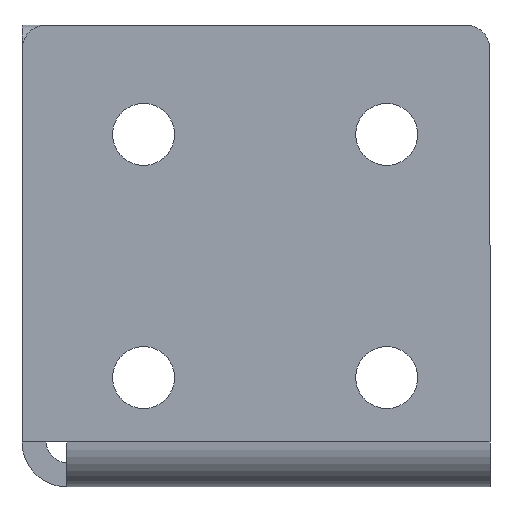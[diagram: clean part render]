
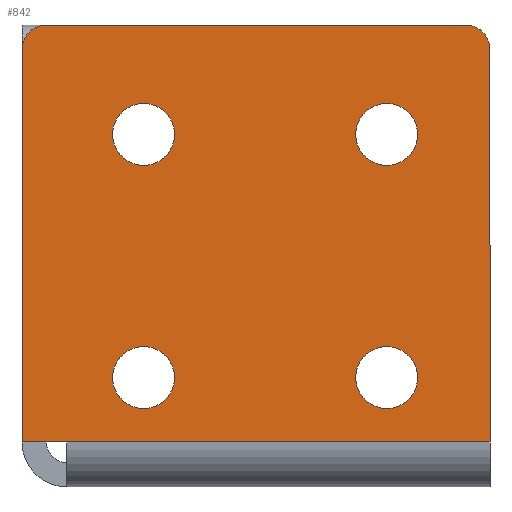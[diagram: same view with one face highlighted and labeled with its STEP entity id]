
A CAD part, front view. The second image highlights one B-rep face of the part: STEP entity #842.
In plain terms, the highlighted planar face has unit normal (0, -1, 0).
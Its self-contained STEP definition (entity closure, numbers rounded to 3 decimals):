
#32 = DIRECTION ( 'NONE',  ( 0., 0., 1. ) ) ;
#56 = CARTESIAN_POINT ( 'NONE',  ( 10., 0., 9.55 ) ) ;
#62 = EDGE_CURVE ( 'NONE', #94, #299, #370, .T. ) ;
#65 = CARTESIAN_POINT ( 'NONE',  ( 30., 0., 29.55 ) ) ;
#80 = DIRECTION ( 'NONE',  ( -1., 0., 0. ) ) ;
#82 = VERTEX_POINT ( 'NONE', #394 ) ;
#94 = VERTEX_POINT ( 'NONE', #509 ) ;
#100 = LINE ( 'NONE', #617, #656 ) ;
#112 = CARTESIAN_POINT ( 'NONE',  ( 38.5, 0., 0. ) ) ;
#125 = EDGE_LOOP ( 'NONE', ( #780, #638 ) ) ;
#133 = DIRECTION ( 'NONE',  ( 0., 0., 1. ) ) ;
#136 = CARTESIAN_POINT ( 'NONE',  ( 0., 0., 0. ) ) ;
#138 = CIRCLE ( 'NONE', #425, 2.55 ) ;
#143 = EDGE_CURVE ( 'NONE', #1238, #1064, #1424, .T. ) ;
#149 = DIRECTION ( 'NONE',  ( 0., 1., 0. ) ) ;
#179 = VERTEX_POINT ( 'NONE', #966 ) ;
#203 = VERTEX_POINT ( 'NONE', #56 ) ;
#208 = CARTESIAN_POINT ( 'NONE',  ( 3.7, 0., 1.7 ) ) ;
#213 = EDGE_LOOP ( 'NONE', ( #811, #1032 ) ) ;
#220 = VERTEX_POINT ( 'NONE', #743 ) ;
#224 = DIRECTION ( 'NONE',  ( 0., 0., 1. ) ) ;
#230 = CIRCLE ( 'NONE', #1486, 2.55 ) ;
#237 = FACE_BOUND ( 'NONE', #213, .T. ) ;
#253 = CARTESIAN_POINT ( 'NONE',  ( 30., 0., 27. ) ) ;
#259 = CARTESIAN_POINT ( 'NONE',  ( 10., 0., 27. ) ) ;
#282 = CARTESIAN_POINT ( 'NONE',  ( 2., 0., 34. ) ) ;
#295 = LINE ( 'NONE', #1246, #1188 ) ;
#299 = VERTEX_POINT ( 'NONE', #853 ) ;
#305 = AXIS2_PLACEMENT_3D ( 'NONE', #1369, #660, #1481 ) ;
#325 = AXIS2_PLACEMENT_3D ( 'NONE', #828, #149, #957 ) ;
#330 = VECTOR ( 'NONE', #1394, 1000. ) ;
#354 = DIRECTION ( 'NONE',  ( 0., 1., 0. ) ) ;
#359 = DIRECTION ( 'NONE',  ( 0., 0., 1. ) ) ;
#361 = ORIENTED_EDGE ( 'NONE', *, *, #1225, .T. ) ;
#363 = CIRCLE ( 'NONE', #1142, 2.55 ) ;
#369 = CARTESIAN_POINT ( 'NONE',  ( 0., 0., 34. ) ) ;
#370 = LINE ( 'NONE', #112, #949 ) ;
#374 = DIRECTION ( 'NONE',  ( 0., 0., 1. ) ) ;
#376 = DIRECTION ( 'NONE',  ( 0., 0., 1. ) ) ;
#389 = VERTEX_POINT ( 'NONE', #391 ) ;
#391 = CARTESIAN_POINT ( 'NONE',  ( 30., 0., 9.55 ) ) ;
#392 = CARTESIAN_POINT ( 'NONE',  ( 10., 0., 29.55 ) ) ;
#394 = CARTESIAN_POINT ( 'NONE',  ( 2., 0., 36. ) ) ;
#406 = CARTESIAN_POINT ( 'NONE',  ( 10., 0., 7. ) ) ;
#413 = DIRECTION ( 'NONE',  ( 0., -1., 0. ) ) ;
#424 = VERTEX_POINT ( 'NONE', #1186 ) ;
#425 = AXIS2_PLACEMENT_3D ( 'NONE', #406, #1228, #527 ) ;
#475 = VERTEX_POINT ( 'NONE', #967 ) ;
#509 = CARTESIAN_POINT ( 'NONE',  ( 38.5, 0., 1.7 ) ) ;
#512 = CIRCLE ( 'NONE', #325, 2.55 ) ;
#525 = EDGE_CURVE ( 'NONE', #82, #556, #991, .T. ) ;
#527 = DIRECTION ( 'NONE',  ( 0., 0., 1. ) ) ;
#535 = EDGE_CURVE ( 'NONE', #424, #389, #363, .T. ) ;
#548 = FACE_BOUND ( 'NONE', #1051, .T. ) ;
#556 = VERTEX_POINT ( 'NONE', #369 ) ;
#575 = EDGE_CURVE ( 'NONE', #556, #1238, #944, .T. ) ;
#584 = VERTEX_POINT ( 'NONE', #392 ) ;
#585 = ORIENTED_EDGE ( 'NONE', *, *, #1131, .T. ) ;
#598 = CARTESIAN_POINT ( 'NONE',  ( 30., 0., 24.45 ) ) ;
#601 = DIRECTION ( 'NONE',  ( 0., -1., 0. ) ) ;
#617 = CARTESIAN_POINT ( 'NONE',  ( 0., 0., 36. ) ) ;
#625 = EDGE_CURVE ( 'NONE', #1236, #807, #1266, .T. ) ;
#638 = ORIENTED_EDGE ( 'NONE', *, *, #985, .T. ) ;
#644 = CARTESIAN_POINT ( 'NONE',  ( 30., 0., 27. ) ) ;
#656 = VECTOR ( 'NONE', #80, 1000. ) ;
#660 = DIRECTION ( 'NONE',  ( 0., 1., 0. ) ) ;
#705 = DIRECTION ( 'NONE',  ( 0., 1., 0. ) ) ;
#719 = PLANE ( 'NONE',  #729 ) ;
#726 = ORIENTED_EDGE ( 'NONE', *, *, #1440, .T. ) ;
#729 = AXIS2_PLACEMENT_3D ( 'NONE', #1185, #1431, #374 ) ;
#737 = CARTESIAN_POINT ( 'NONE',  ( 38.5, 0., 1.7 ) ) ;
#741 = ORIENTED_EDGE ( 'NONE', *, *, #143, .T. ) ;
#743 = CARTESIAN_POINT ( 'NONE',  ( 36.5, 0., 36. ) ) ;
#753 = DIRECTION ( 'NONE',  ( 0., 0., 1. ) ) ;
#764 = DIRECTION ( 'NONE',  ( -1., 0., 0. ) ) ;
#780 = ORIENTED_EDGE ( 'NONE', *, *, #625, .T. ) ;
#805 = FACE_OUTER_BOUND ( 'NONE', #858, .T. ) ;
#807 = VERTEX_POINT ( 'NONE', #598 ) ;
#811 = ORIENTED_EDGE ( 'NONE', *, *, #1044, .T. ) ;
#828 = CARTESIAN_POINT ( 'NONE',  ( 10., 0., 7. ) ) ;
#829 = CIRCLE ( 'NONE', #305, 2.55 ) ;
#842 = ADVANCED_FACE ( 'NONE', ( #548, #237, #1139, #1439, #805 ), #719, .F. ) ;
#853 = CARTESIAN_POINT ( 'NONE',  ( 38.5, 0., 34. ) ) ;
#858 = EDGE_LOOP ( 'NONE', ( #1086, #1385, #1134, #741, #1005, #1288, #1488 ) ) ;
#863 = EDGE_CURVE ( 'NONE', #220, #82, #100, .T. ) ;
#944 = LINE ( 'NONE', #136, #330 ) ;
#949 = VECTOR ( 'NONE', #224, 1000. ) ;
#957 = DIRECTION ( 'NONE',  ( 0., 0., 1. ) ) ;
#965 = AXIS2_PLACEMENT_3D ( 'NONE', #282, #601, #133 ) ;
#966 = CARTESIAN_POINT ( 'NONE',  ( 10., 0., 24.45 ) ) ;
#967 = CARTESIAN_POINT ( 'NONE',  ( 10., 0., 4.45 ) ) ;
#974 = EDGE_LOOP ( 'NONE', ( #726, #1304 ) ) ;
#985 = EDGE_CURVE ( 'NONE', #807, #1236, #1232, .T. ) ;
#991 = CIRCLE ( 'NONE', #965, 2. ) ;
#992 = CIRCLE ( 'NONE', #1463, 2. ) ;
#1005 = ORIENTED_EDGE ( 'NONE', *, *, #1377, .F. ) ;
#1032 = ORIENTED_EDGE ( 'NONE', *, *, #535, .T. ) ;
#1044 = EDGE_CURVE ( 'NONE', #389, #424, #829, .T. ) ;
#1051 = EDGE_LOOP ( 'NONE', ( #585, #361 ) ) ;
#1061 = AXIS2_PLACEMENT_3D ( 'NONE', #644, #1467, #753 ) ;
#1064 = VERTEX_POINT ( 'NONE', #208 ) ;
#1066 = AXIS2_PLACEMENT_3D ( 'NONE', #253, #1192, #359 ) ;
#1076 = DIRECTION ( 'NONE',  ( 0., 1., 0. ) ) ;
#1086 = ORIENTED_EDGE ( 'NONE', *, *, #863, .T. ) ;
#1099 = DIRECTION ( 'NONE',  ( 0., 0., 1. ) ) ;
#1106 = DIRECTION ( 'NONE',  ( 1., 0., 0. ) ) ;
#1122 = VECTOR ( 'NONE', #1106, 1000. ) ;
#1126 = CARTESIAN_POINT ( 'NONE',  ( 36.5, 0., 34. ) ) ;
#1131 = EDGE_CURVE ( 'NONE', #203, #475, #512, .T. ) ;
#1134 = ORIENTED_EDGE ( 'NONE', *, *, #575, .T. ) ;
#1139 = FACE_BOUND ( 'NONE', #974, .T. ) ;
#1142 = AXIS2_PLACEMENT_3D ( 'NONE', #1313, #354, #1099 ) ;
#1185 = CARTESIAN_POINT ( 'NONE',  ( 0., 0., 0. ) ) ;
#1186 = CARTESIAN_POINT ( 'NONE',  ( 30., 0., 4.45 ) ) ;
#1188 = VECTOR ( 'NONE', #764, 1000. ) ;
#1192 = DIRECTION ( 'NONE',  ( 0., 1., 0. ) ) ;
#1225 = EDGE_CURVE ( 'NONE', #475, #203, #138, .T. ) ;
#1228 = DIRECTION ( 'NONE',  ( 0., 1., 0. ) ) ;
#1232 = CIRCLE ( 'NONE', #1061, 2.55 ) ;
#1236 = VERTEX_POINT ( 'NONE', #65 ) ;
#1238 = VERTEX_POINT ( 'NONE', #1347 ) ;
#1243 = DIRECTION ( 'NONE',  ( 0., 0., 1. ) ) ;
#1246 = CARTESIAN_POINT ( 'NONE',  ( 0., 0., 1.7 ) ) ;
#1266 = CIRCLE ( 'NONE', #1066, 2.55 ) ;
#1288 = ORIENTED_EDGE ( 'NONE', *, *, #62, .T. ) ;
#1304 = ORIENTED_EDGE ( 'NONE', *, *, #1422, .T. ) ;
#1309 = EDGE_CURVE ( 'NONE', #299, #220, #992, .T. ) ;
#1313 = CARTESIAN_POINT ( 'NONE',  ( 30., 0., 7. ) ) ;
#1347 = CARTESIAN_POINT ( 'NONE',  ( 0., 0., 1.7 ) ) ;
#1369 = CARTESIAN_POINT ( 'NONE',  ( 30., 0., 7. ) ) ;
#1377 = EDGE_CURVE ( 'NONE', #94, #1064, #295, .T. ) ;
#1382 = AXIS2_PLACEMENT_3D ( 'NONE', #259, #1076, #376 ) ;
#1385 = ORIENTED_EDGE ( 'NONE', *, *, #525, .T. ) ;
#1394 = DIRECTION ( 'NONE',  ( 0., 0., -1. ) ) ;
#1421 = CARTESIAN_POINT ( 'NONE',  ( 10., 0., 27. ) ) ;
#1422 = EDGE_CURVE ( 'NONE', #179, #584, #230, .T. ) ;
#1424 = LINE ( 'NONE', #737, #1122 ) ;
#1428 = CIRCLE ( 'NONE', #1382, 2.55 ) ;
#1431 = DIRECTION ( 'NONE',  ( 0., 1., 0. ) ) ;
#1439 = FACE_BOUND ( 'NONE', #125, .T. ) ;
#1440 = EDGE_CURVE ( 'NONE', #584, #179, #1428, .T. ) ;
#1463 = AXIS2_PLACEMENT_3D ( 'NONE', #1126, #413, #1243 ) ;
#1467 = DIRECTION ( 'NONE',  ( 0., 1., 0. ) ) ;
#1481 = DIRECTION ( 'NONE',  ( 0., 0., 1. ) ) ;
#1486 = AXIS2_PLACEMENT_3D ( 'NONE', #1421, #705, #32 ) ;
#1488 = ORIENTED_EDGE ( 'NONE', *, *, #1309, .T. ) ;
